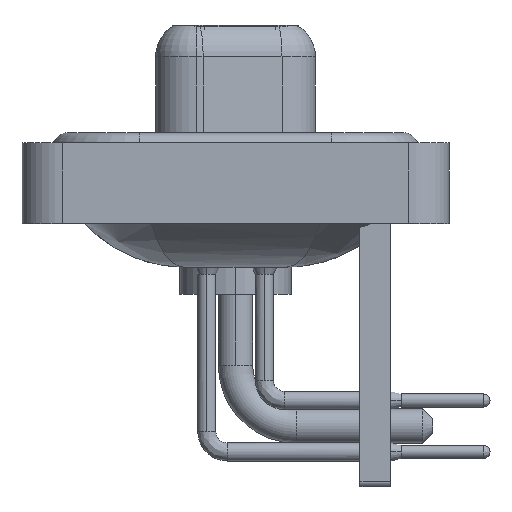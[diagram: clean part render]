
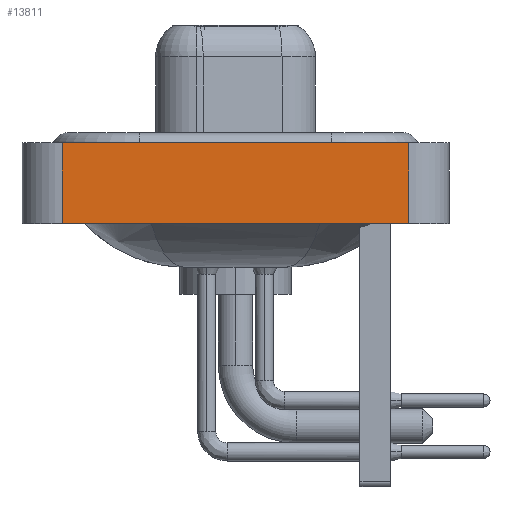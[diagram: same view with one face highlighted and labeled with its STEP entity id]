
A CAD part, left-side view. The second image highlights one B-rep face of the part: STEP entity #13811.
In plain terms, the highlighted planar face has unit normal (-1, 0, 0).
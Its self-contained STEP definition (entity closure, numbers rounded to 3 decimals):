
#337 = LINE ( 'NONE', #7473, #19673 ) ;
#1463 = ORIENTED_EDGE ( 'NONE', *, *, #13595, .T. ) ;
#2532 = VECTOR ( 'NONE', #4545, 1000. ) ;
#3320 = EDGE_CURVE ( 'NONE', #9042, #18357, #10841, .T. ) ;
#4545 = DIRECTION ( 'NONE',  ( 0., -1., 0. ) ) ;
#4561 = VERTEX_POINT ( 'NONE', #20883 ) ;
#4809 = DIRECTION ( 'NONE',  ( 0., 0., 1. ) ) ;
#6175 = AXIS2_PLACEMENT_3D ( 'NONE', #8436, #15485, #4809 ) ;
#7068 = CARTESIAN_POINT ( 'NONE',  ( -7.3, -8.55, -3.6 ) ) ;
#7081 = ORIENTED_EDGE ( 'NONE', *, *, #3320, .F. ) ;
#7403 = EDGE_CURVE ( 'NONE', #4561, #9879, #20421, .T. ) ;
#7473 = CARTESIAN_POINT ( 'NONE',  ( -7.3, 8.55, -3.6 ) ) ;
#8436 = CARTESIAN_POINT ( 'NONE',  ( -7.3, -8.55, -3.6 ) ) ;
#8614 = DIRECTION ( 'NONE',  ( 0., -1., 0. ) ) ;
#9042 = VERTEX_POINT ( 'NONE', #10926 ) ;
#9171 = CARTESIAN_POINT ( 'NONE',  ( -7.3, -8.55, -3.6 ) ) ;
#9879 = VERTEX_POINT ( 'NONE', #7068 ) ;
#9913 = ORIENTED_EDGE ( 'NONE', *, *, #14310, .F. ) ;
#10090 = FACE_OUTER_BOUND ( 'NONE', #23177, .T. ) ;
#10211 = VECTOR ( 'NONE', #8614, 1000. ) ;
#10369 = CARTESIAN_POINT ( 'NONE',  ( -7.3, -8.55, 0.4 ) ) ;
#10841 = LINE ( 'NONE', #10369, #10211 ) ;
#10926 = CARTESIAN_POINT ( 'NONE',  ( -7.3, 8.55, 0.4 ) ) ;
#10932 = DIRECTION ( 'NONE',  ( 0., 0., 1. ) ) ;
#13244 = DIRECTION ( 'NONE',  ( 0., 0., 1. ) ) ;
#13595 = EDGE_CURVE ( 'NONE', #9879, #18357, #19543, .T. ) ;
#13706 = VECTOR ( 'NONE', #10932, 1000. ) ;
#13811 = ADVANCED_FACE ( 'NONE', ( #10090 ), #18923, .T. ) ;
#14310 = EDGE_CURVE ( 'NONE', #4561, #9042, #337, .T. ) ;
#15485 = DIRECTION ( 'NONE',  ( -1., 0., 0. ) ) ;
#16112 = CARTESIAN_POINT ( 'NONE',  ( -7.3, -8.55, 0.4 ) ) ;
#18357 = VERTEX_POINT ( 'NONE', #16112 ) ;
#18923 = PLANE ( 'NONE',  #6175 ) ;
#19543 = LINE ( 'NONE', #9171, #13706 ) ;
#19673 = VECTOR ( 'NONE', #13244, 1000. ) ;
#20421 = LINE ( 'NONE', #22287, #2532 ) ;
#20883 = CARTESIAN_POINT ( 'NONE',  ( -7.3, 8.55, -3.6 ) ) ;
#22287 = CARTESIAN_POINT ( 'NONE',  ( -7.3, -8.55, -3.6 ) ) ;
#22808 = ORIENTED_EDGE ( 'NONE', *, *, #7403, .T. ) ;
#23177 = EDGE_LOOP ( 'NONE', ( #1463, #7081, #9913, #22808 ) ) ;
